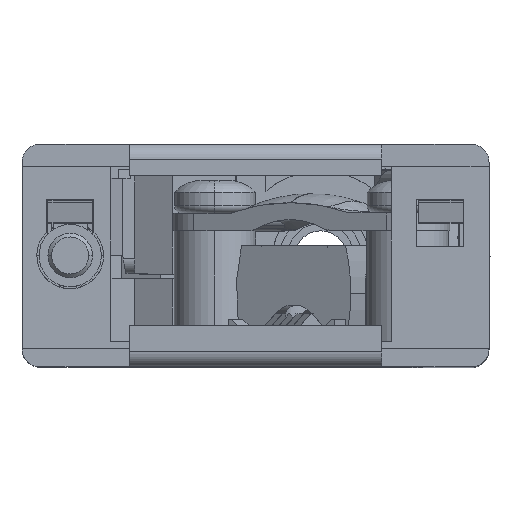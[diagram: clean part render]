
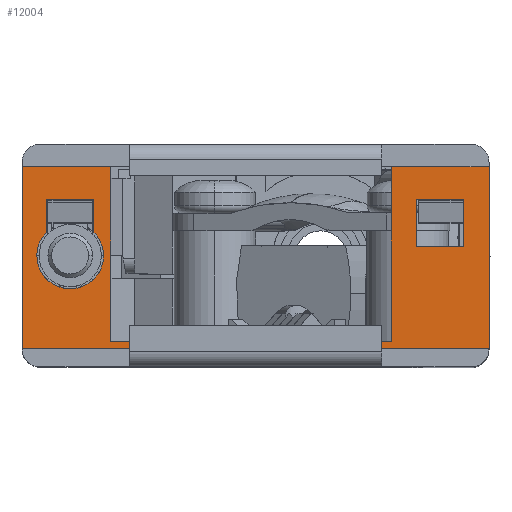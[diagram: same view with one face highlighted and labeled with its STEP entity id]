
A CAD part, top view. The second image highlights one B-rep face of the part: STEP entity #12004.
In plain terms, the highlighted planar face has unit normal (0, 0, 1).
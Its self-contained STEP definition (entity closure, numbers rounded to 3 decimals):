
#25 = CARTESIAN_POINT ( 'NONE',  ( -10.9, 11.3, -3. ) ) ;
#38 = AXIS2_PLACEMENT_3D ( 'NONE', #15444, #15330, #17347 ) ;
#89 = LINE ( 'NONE', #7265, #9132 ) ;
#181 = VERTEX_POINT ( 'NONE', #1466 ) ;
#315 = FACE_BOUND ( 'NONE', #4651, .T. ) ;
#666 = FACE_BOUND ( 'NONE', #16661, .T. ) ;
#778 = CARTESIAN_POINT ( 'NONE',  ( -10.25, 7.5, -3. ) ) ;
#799 = CARTESIAN_POINT ( 'NONE',  ( -15.75, 13.5, -3. ) ) ;
#1346 = DIRECTION ( 'NONE',  ( 0., 1., 0. ) ) ;
#1391 = VERTEX_POINT ( 'NONE', #799 ) ;
#1466 = CARTESIAN_POINT ( 'NONE',  ( -10.9, 11.3, -3. ) ) ;
#1627 = CARTESIAN_POINT ( 'NONE',  ( 15.75, 13.5, -3. ) ) ;
#2039 = ORIENTED_EDGE ( 'NONE', *, *, #11354, .F. ) ;
#2051 = ORIENTED_EDGE ( 'NONE', *, *, #7470, .F. ) ;
#2081 = DIRECTION ( 'NONE',  ( 0., 1., 0. ) ) ;
#2093 = CARTESIAN_POINT ( 'NONE',  ( 9.15, 13.5, -3. ) ) ;
#2229 = EDGE_CURVE ( 'NONE', #6618, #12220, #8754, .T. ) ;
#2417 = ORIENTED_EDGE ( 'NONE', *, *, #9326, .F. ) ;
#3278 = VERTEX_POINT ( 'NONE', #5205 ) ;
#3282 = EDGE_CURVE ( 'NONE', #181, #3278, #19555, .T. ) ;
#3585 = CARTESIAN_POINT ( 'NONE',  ( -15.75, 1.2, -3. ) ) ;
#3866 = VECTOR ( 'NONE', #17475, 1000. ) ;
#4312 = DIRECTION ( 'NONE',  ( -1., 0., 0. ) ) ;
#4337 = LINE ( 'NONE', #22446, #7255 ) ;
#4651 = EDGE_LOOP ( 'NONE', ( #22941, #11341, #15933, #7224, #20051, #11983 ) ) ;
#5063 = VECTOR ( 'NONE', #1346, 1000. ) ;
#5154 = CARTESIAN_POINT ( 'NONE',  ( -10.9, 11.3, -3. ) ) ;
#5205 = CARTESIAN_POINT ( 'NONE',  ( -14.1, 11.3, -3. ) ) ;
#5287 = CARTESIAN_POINT ( 'NONE',  ( -9.75, 1.7, -3. ) ) ;
#5353 = LINE ( 'NONE', #21587, #17828 ) ;
#5815 = VECTOR ( 'NONE', #14097, 1000. ) ;
#5842 = CARTESIAN_POINT ( 'NONE',  ( -9.75, 13.5, -3. ) ) ;
#6014 = EDGE_CURVE ( 'NONE', #19083, #9502, #14999, .T. ) ;
#6564 = DIRECTION ( 'NONE',  ( 1., 0., 0. ) ) ;
#6618 = VERTEX_POINT ( 'NONE', #21532 ) ;
#6645 = LINE ( 'NONE', #18899, #5063 ) ;
#7140 = DIRECTION ( 'NONE',  ( 1., 0., 0. ) ) ;
#7224 = ORIENTED_EDGE ( 'NONE', *, *, #23240, .F. ) ;
#7255 = VECTOR ( 'NONE', #6564, 1000. ) ;
#7265 = CARTESIAN_POINT ( 'NONE',  ( -9.75, 13.5, -3. ) ) ;
#7362 = VERTEX_POINT ( 'NONE', #13630 ) ;
#7391 = DIRECTION ( 'NONE',  ( 0., -1., 0. ) ) ;
#7470 = EDGE_CURVE ( 'NONE', #21140, #9882, #8789, .T. ) ;
#7848 = DIRECTION ( 'NONE',  ( 0., 0., -1. ) ) ;
#8186 = DIRECTION ( 'NONE',  ( 1., 0., 0. ) ) ;
#8743 = CARTESIAN_POINT ( 'NONE',  ( -15.75, 1.2, -3. ) ) ;
#8754 = CIRCLE ( 'NONE', #9889, 2.25 ) ;
#8789 = LINE ( 'NONE', #19720, #11315 ) ;
#9008 = ORIENTED_EDGE ( 'NONE', *, *, #12107, .F. ) ;
#9103 = VERTEX_POINT ( 'NONE', #2093 ) ;
#9132 = VECTOR ( 'NONE', #7391, 1000. ) ;
#9316 = EDGE_CURVE ( 'NONE', #9103, #22513, #4337, .T. ) ;
#9326 = EDGE_CURVE ( 'NONE', #18009, #7362, #11531, .T. ) ;
#9427 = EDGE_LOOP ( 'NONE', ( #2417, #23193, #2039, #21099, #18984, #23116, #18139, #11239 ) ) ;
#9502 = VERTEX_POINT ( 'NONE', #15979 ) ;
#9707 = CARTESIAN_POINT ( 'NONE',  ( 10.85, 11.3, -3. ) ) ;
#9882 = VERTEX_POINT ( 'NONE', #15709 ) ;
#9889 = AXIS2_PLACEMENT_3D ( 'NONE', #21722, #21844, #7140 ) ;
#9929 = VECTOR ( 'NONE', #10671, 1000. ) ;
#9955 = VERTEX_POINT ( 'NONE', #14496 ) ;
#10280 = LINE ( 'NONE', #19553, #20265 ) ;
#10347 = AXIS2_PLACEMENT_3D ( 'NONE', #17032, #20644, #8186 ) ;
#10632 = LINE ( 'NONE', #8743, #17009 ) ;
#10671 = DIRECTION ( 'NONE',  ( -1., 0., 0. ) ) ;
#10788 = DIRECTION ( 'NONE',  ( 1., 0., 0. ) ) ;
#11048 = VERTEX_POINT ( 'NONE', #20163 ) ;
#11239 = ORIENTED_EDGE ( 'NONE', *, *, #12783, .F. ) ;
#11315 = VECTOR ( 'NONE', #10788, 1000. ) ;
#11341 = ORIENTED_EDGE ( 'NONE', *, *, #20372, .F. ) ;
#11354 = EDGE_CURVE ( 'NONE', #1391, #16025, #10280, .T. ) ;
#11510 = CARTESIAN_POINT ( 'NONE',  ( -15.75, 1.2, -3. ) ) ;
#11531 = LINE ( 'NONE', #13756, #12477 ) ;
#11835 = CARTESIAN_POINT ( 'NONE',  ( 10.85, 8.1, -3. ) ) ;
#11889 = CARTESIAN_POINT ( 'NONE',  ( 14.05, 11.3, -3. ) ) ;
#11983 = ORIENTED_EDGE ( 'NONE', *, *, #23010, .F. ) ;
#12004 = ADVANCED_FACE ( 'NONE', ( #666, #315, #20435 ), #18321, .F. ) ;
#12107 = EDGE_CURVE ( 'NONE', #9502, #21140, #19019, .T. ) ;
#12220 = VERTEX_POINT ( 'NONE', #21691 ) ;
#12429 = DIRECTION ( 'NONE',  ( 0., 1., 0. ) ) ;
#12477 = VECTOR ( 'NONE', #17406, 1000. ) ;
#12727 = VECTOR ( 'NONE', #20772, 1000. ) ;
#12783 = EDGE_CURVE ( 'NONE', #7362, #9103, #16343, .T. ) ;
#12870 = VECTOR ( 'NONE', #20408, 1000. ) ;
#12891 = LINE ( 'NONE', #3585, #9929 ) ;
#13630 = CARTESIAN_POINT ( 'NONE',  ( 9.15, 1.7, -3. ) ) ;
#13756 = CARTESIAN_POINT ( 'NONE',  ( 9.15, 1.7, -3. ) ) ;
#14097 = DIRECTION ( 'NONE',  ( 0., -1., 0. ) ) ;
#14237 = VECTOR ( 'NONE', #2081, 1000. ) ;
#14496 = CARTESIAN_POINT ( 'NONE',  ( -10.9, 9.082, -3. ) ) ;
#14943 = ORIENTED_EDGE ( 'NONE', *, *, #6014, .F. ) ;
#14999 = LINE ( 'NONE', #9707, #12870 ) ;
#15133 = CARTESIAN_POINT ( 'NONE',  ( 15.75, 1.2, -3. ) ) ;
#15330 = DIRECTION ( 'NONE',  ( 0., 0., 1. ) ) ;
#15444 = CARTESIAN_POINT ( 'NONE',  ( -12.5, 7.5, -3. ) ) ;
#15709 = CARTESIAN_POINT ( 'NONE',  ( 14.05, 8.1, -3. ) ) ;
#15798 = DIRECTION ( 'NONE',  ( 1., 0., 0. ) ) ;
#15933 = ORIENTED_EDGE ( 'NONE', *, *, #16674, .F. ) ;
#15979 = CARTESIAN_POINT ( 'NONE',  ( 10.85, 11.3, -3. ) ) ;
#15981 = CARTESIAN_POINT ( 'NONE',  ( -14.1, 11.3, -3. ) ) ;
#16002 = EDGE_CURVE ( 'NONE', #9882, #19083, #6645, .T. ) ;
#16025 = VERTEX_POINT ( 'NONE', #5842 ) ;
#16343 = LINE ( 'NONE', #20314, #14237 ) ;
#16661 = EDGE_LOOP ( 'NONE', ( #2051, #9008, #14943, #18613 ) ) ;
#16674 = EDGE_CURVE ( 'NONE', #17491, #9955, #20323, .T. ) ;
#17009 = VECTOR ( 'NONE', #19557, 1000. ) ;
#17032 = CARTESIAN_POINT ( 'NONE',  ( -12.5, 7.5, -3. ) ) ;
#17076 = VECTOR ( 'NONE', #21841, 1000. ) ;
#17302 = AXIS2_PLACEMENT_3D ( 'NONE', #11510, #7848, #4312 ) ;
#17347 = DIRECTION ( 'NONE',  ( 1., 0., 0. ) ) ;
#17406 = DIRECTION ( 'NONE',  ( 1., 0., 0. ) ) ;
#17475 = DIRECTION ( 'NONE',  ( -1., 0., 0. ) ) ;
#17491 = VERTEX_POINT ( 'NONE', #778 ) ;
#17828 = VECTOR ( 'NONE', #12429, 1000. ) ;
#17962 = LINE ( 'NONE', #15981, #5815 ) ;
#18009 = VERTEX_POINT ( 'NONE', #5287 ) ;
#18139 = ORIENTED_EDGE ( 'NONE', *, *, #9316, .F. ) ;
#18214 = CIRCLE ( 'NONE', #10347, 2.25 ) ;
#18242 = EDGE_CURVE ( 'NONE', #11048, #1391, #10632, .T. ) ;
#18321 = PLANE ( 'NONE',  #17302 ) ;
#18613 = ORIENTED_EDGE ( 'NONE', *, *, #16002, .F. ) ;
#18899 = CARTESIAN_POINT ( 'NONE',  ( 14.05, 11.3, -3. ) ) ;
#18908 = CARTESIAN_POINT ( 'NONE',  ( 10.85, 11.3, -3. ) ) ;
#18984 = ORIENTED_EDGE ( 'NONE', *, *, #21956, .F. ) ;
#19019 = LINE ( 'NONE', #18908, #12727 ) ;
#19083 = VERTEX_POINT ( 'NONE', #11889 ) ;
#19553 = CARTESIAN_POINT ( 'NONE',  ( -9.75, 13.5, -3. ) ) ;
#19555 = LINE ( 'NONE', #25, #3866 ) ;
#19557 = DIRECTION ( 'NONE',  ( 0., 1., 0. ) ) ;
#19720 = CARTESIAN_POINT ( 'NONE',  ( 10.85, 8.1, -3. ) ) ;
#20051 = ORIENTED_EDGE ( 'NONE', *, *, #2229, .F. ) ;
#20163 = CARTESIAN_POINT ( 'NONE',  ( -15.75, 1.2, -3. ) ) ;
#20265 = VECTOR ( 'NONE', #15798, 1000. ) ;
#20314 = CARTESIAN_POINT ( 'NONE',  ( 9.15, 1.7, -3. ) ) ;
#20323 = CIRCLE ( 'NONE', #38, 2.25 ) ;
#20372 = EDGE_CURVE ( 'NONE', #9955, #181, #21272, .T. ) ;
#20408 = DIRECTION ( 'NONE',  ( -1., 0., 0. ) ) ;
#20435 = FACE_OUTER_BOUND ( 'NONE', #9427, .T. ) ;
#20644 = DIRECTION ( 'NONE',  ( 0., 0., 1. ) ) ;
#20772 = DIRECTION ( 'NONE',  ( 0., -1., 0. ) ) ;
#20829 = EDGE_CURVE ( 'NONE', #23148, #22513, #5353, .T. ) ;
#21099 = ORIENTED_EDGE ( 'NONE', *, *, #18242, .F. ) ;
#21140 = VERTEX_POINT ( 'NONE', #11835 ) ;
#21272 = LINE ( 'NONE', #5154, #17076 ) ;
#21532 = CARTESIAN_POINT ( 'NONE',  ( -14.1, 9.082, -3. ) ) ;
#21539 = EDGE_CURVE ( 'NONE', #16025, #18009, #89, .T. ) ;
#21587 = CARTESIAN_POINT ( 'NONE',  ( 15.75, 1.2, -3. ) ) ;
#21691 = CARTESIAN_POINT ( 'NONE',  ( -14.75, 7.5, -3. ) ) ;
#21722 = CARTESIAN_POINT ( 'NONE',  ( -12.5, 7.5, -3. ) ) ;
#21841 = DIRECTION ( 'NONE',  ( 0., 1., 0. ) ) ;
#21844 = DIRECTION ( 'NONE',  ( 0., 0., 1. ) ) ;
#21956 = EDGE_CURVE ( 'NONE', #23148, #11048, #12891, .T. ) ;
#22446 = CARTESIAN_POINT ( 'NONE',  ( 9.15, 13.5, -3. ) ) ;
#22513 = VERTEX_POINT ( 'NONE', #1627 ) ;
#22941 = ORIENTED_EDGE ( 'NONE', *, *, #3282, .F. ) ;
#23010 = EDGE_CURVE ( 'NONE', #3278, #6618, #17962, .T. ) ;
#23116 = ORIENTED_EDGE ( 'NONE', *, *, #20829, .T. ) ;
#23148 = VERTEX_POINT ( 'NONE', #15133 ) ;
#23193 = ORIENTED_EDGE ( 'NONE', *, *, #21539, .F. ) ;
#23240 = EDGE_CURVE ( 'NONE', #12220, #17491, #18214, .T. ) ;
